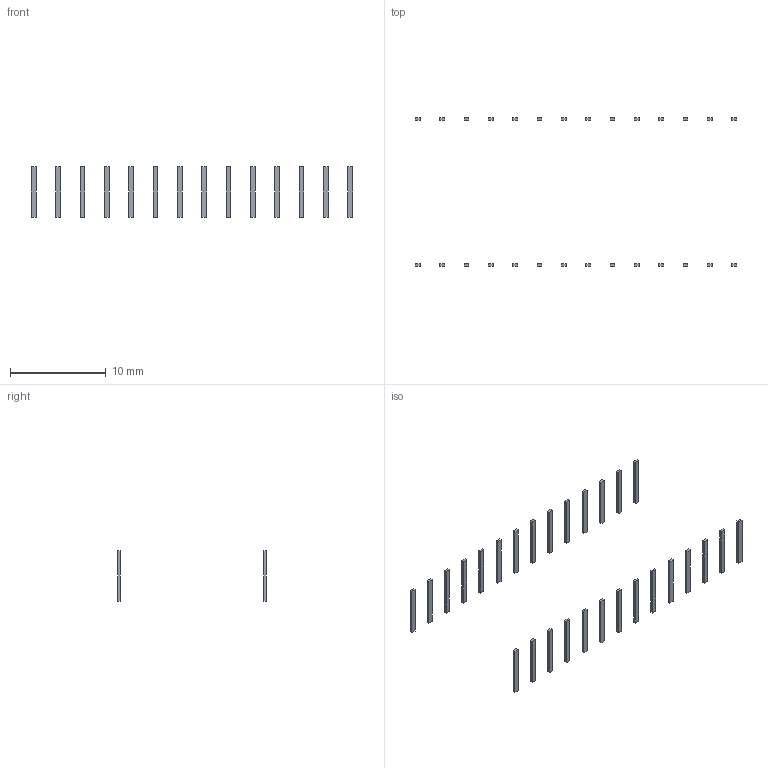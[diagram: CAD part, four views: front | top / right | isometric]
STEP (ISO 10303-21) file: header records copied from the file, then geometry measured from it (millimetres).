
FILE_DESCRIPTION(('FreeCAD Model'),'2;1');
FILE_NAME('Open CASCADE Shape Model','2021-10-17T06:41:21',('Author'),( ''),'Open CASCADE STEP processor 7.5','FreeCAD','Unknown');
FILE_SCHEMA(('AUTOMOTIVE_DESIGN { 1 0 10303 214 1 1 1 1 }'));
Length unit declared in the file: millimetre
Products named in the file (1): Matrix_Union
Bounding box: 33.52 x 15.49 x 5.3 mm (x, y, z)
Volume: 18.5 mm3; surface area: 229.6 mm2
Topology: 28 solids, 28 shells, 168 faces, 336 edges, 224 vertices
Faces by surface type: plane 168
Entity records: 4471 total; most frequent: CARTESIAN_POINT 729, DIRECTION 674, ORIENTED_EDGE 672, EDGE_CURVE 336, LINE 336, VECTOR 336, VERTEX_POINT 224, AXIS2_PLACEMENT_3D 169
